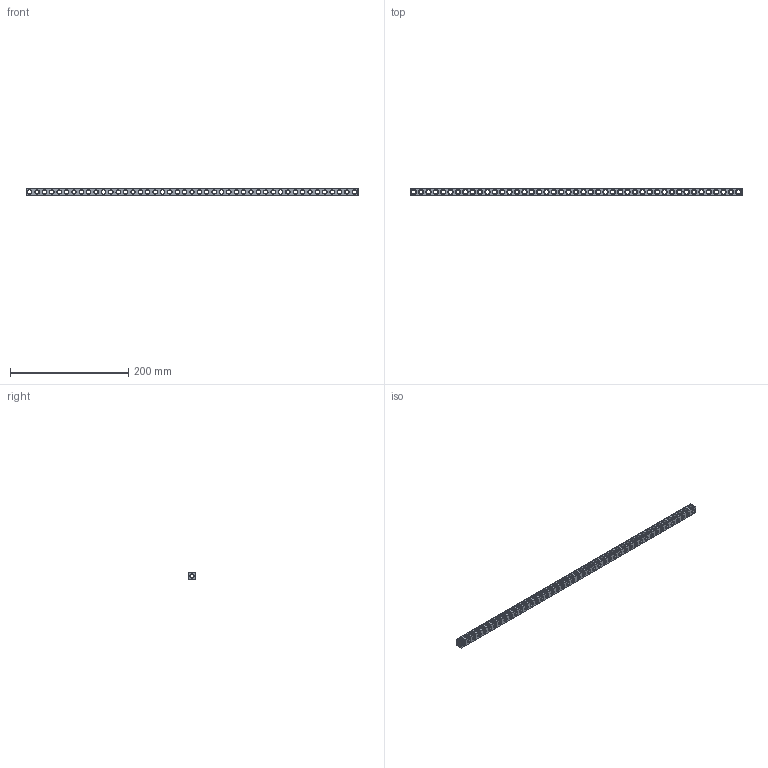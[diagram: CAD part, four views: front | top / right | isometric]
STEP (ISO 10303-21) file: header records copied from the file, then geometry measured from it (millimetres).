
FILE_DESCRIPTION(('FreeCAD Model'),'2;1');
FILE_NAME('Open CASCADE Shape Model','2021-05-30T22:53:30',( 'Paulo Kiefe'),('STEMFIE.org'),'Open CASCADE STEP processor 7.4', 'FreeCAD','Unknown');
FILE_SCHEMA(('AUTOMOTIVE_DESIGN { 1 0 10303 214 1 1 1 1 }'));
Products named in the file (1): Beam_STR_ESS_BU45x01x01_-_SPN-BEM-0082_(stemfie.org)
Bounding box: 562.5 x 12.5 x 12.5 mm (x, y, z)
Volume: 43929.6 mm3; surface area: 39227.7 mm2
Topology: 1 solids, 1 shells, 964 faces, 3184 edges, 2122 vertices
Faces by surface type: plane 379, cylinder 271, cone 182, extrusion 132
Full cylindrical faces by diameter (mm): 7 x226, 9.2 x45
Entity records: 92535 total; most frequent: CARTESIAN_POINT 33228, DIRECTION 10018, ORIENTED_EDGE 6368, PCURVE 6368, DEFINITIONAL_REPRESENTATION 6368, VECTOR 5328, LINE 5196, EDGE_CURVE 3184
